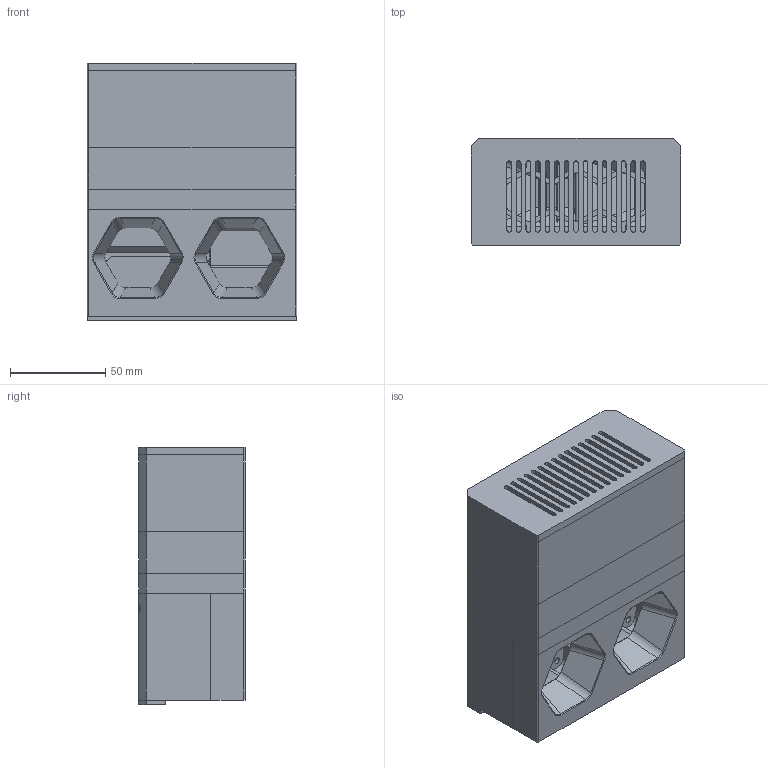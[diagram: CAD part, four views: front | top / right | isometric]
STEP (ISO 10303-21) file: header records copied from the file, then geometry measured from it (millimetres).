
FILE_DESCRIPTION(/* description */ (''),/* implementation_level */ '2;1');
FILE_NAME(/* name */ 'BentoBox Experimental .step',/* time_stamp */ '2023-06-12T22:20:15-05:00',/* author */ (''),/* organization */ (''),/* preprocessor_version */ 'ST-DEVELOPER v19.2',/* originating_system */ 'Autodesk Translation Framework v12.6.0.85',/* authorisation */ '');
FILE_SCHEMA (('AUTOMOTIVE_DESIGN { 1 0 10303 214 3 1 1 }'));
Length unit declared in the file: millimetre
Products named in the file (7): BentoBox 2x5015s v1; Fan Bay; Fan Lid; Hepa; Lid; Carbon; Spacer (1)
Assembly tree (6 placements, depth 2):
  BentoBox 2x5015s v1
    Fan Bay
    Fan Lid
    Hepa
    Lid
    Carbon
    Spacer (1)
Bounding box: 110 x 56 x 135 mm (x, y, z)
Volume: 395332 mm3; surface area: 162371.5 mm2
Topology: 7 solids, 9 shells, 1252 faces, 3136 edges, 1934 vertices
Faces by surface type: plane 581, cylinder 344, cone 166, bspline 139, torus 20, sphere 2
Full cylindrical faces by diameter (mm): 3.2 x4, 3.3 x7, 3.4 x1, 4.7 x8, 6 x4, 6.2 x24, 7 x2, 7.3 x4
Entity records: 41042 total; most frequent: CARTESIAN_POINT 11082, ORIENTED_EDGE 6260, DIRECTION 5965, EDGE_CURVE 3130, AXIS2_PLACEMENT_3D 1990, LINE 1985, VECTOR 1985, VERTEX_POINT 1934
